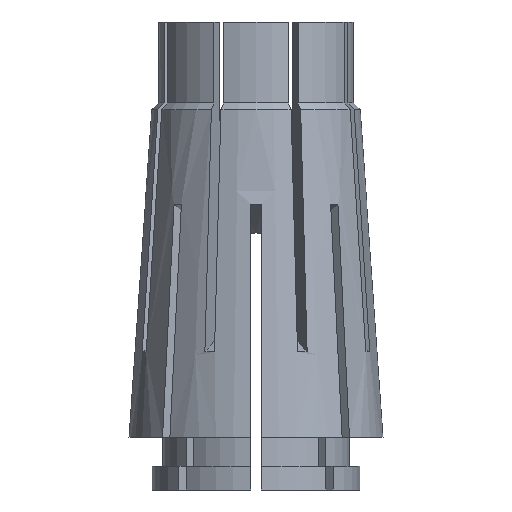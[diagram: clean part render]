
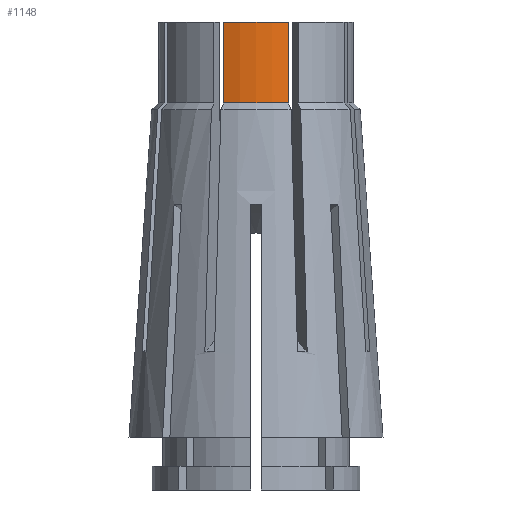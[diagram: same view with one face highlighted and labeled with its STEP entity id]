
A CAD part, front view. The second image highlights one B-rep face of the part: STEP entity #1148.
In plain terms, the highlighted cylindrical face has radius 9.4 mm (diameter 18.8 mm), a partial arc.
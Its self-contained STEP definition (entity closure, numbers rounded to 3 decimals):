
#318 = ORIENTED_EDGE ( 'NONE', *, *, #4027, .T. ) ;
#332 = ORIENTED_EDGE ( 'NONE', *, *, #1382, .F. ) ;
#346 = VERTEX_POINT ( 'NONE', #2153 ) ;
#399 = CARTESIAN_POINT ( 'NONE',  ( 3.13, -8.864, 0. ) ) ;
#411 = DIRECTION ( 'NONE',  ( 1., 0., 0. ) ) ;
#436 = DIRECTION ( 'NONE',  ( 0., 0., 1. ) ) ;
#438 = FACE_OUTER_BOUND ( 'NONE', #1801, .T. ) ;
#492 = VECTOR ( 'NONE', #1431, 1000. ) ;
#723 = CIRCLE ( 'NONE', #1605, 9.4 ) ;
#957 = EDGE_CURVE ( 'NONE', #346, #4625, #1993, .T. ) ;
#989 = VERTEX_POINT ( 'NONE', #2848 ) ;
#1148 = ADVANCED_FACE ( 'NONE', ( #438 ), #4042, .T. ) ;
#1318 = CARTESIAN_POINT ( 'NONE',  ( 3.13, -8.864, 0. ) ) ;
#1382 = EDGE_CURVE ( 'NONE', #1704, #4625, #1469, .T. ) ;
#1431 = DIRECTION ( 'NONE',  ( 0., 0., -1. ) ) ;
#1469 = LINE ( 'NONE', #1318, #492 ) ;
#1605 = AXIS2_PLACEMENT_3D ( 'NONE', #1832, #2550, #2539 ) ;
#1704 = VERTEX_POINT ( 'NONE', #399 ) ;
#1801 = EDGE_LOOP ( 'NONE', ( #332, #1946, #318, #2914 ) ) ;
#1832 = CARTESIAN_POINT ( 'NONE',  ( 0., 0., 0. ) ) ;
#1946 = ORIENTED_EDGE ( 'NONE', *, *, #1962, .F. ) ;
#1962 = EDGE_CURVE ( 'NONE', #989, #1704, #723, .T. ) ;
#1974 = AXIS2_PLACEMENT_3D ( 'NONE', #4072, #436, #411 ) ;
#1993 = CIRCLE ( 'NONE', #3832, 9.4 ) ;
#2153 = CARTESIAN_POINT ( 'NONE',  ( -3.13, -8.864, -7.8 ) ) ;
#2428 = DIRECTION ( 'NONE',  ( 1., 0., 0. ) ) ;
#2465 = DIRECTION ( 'NONE',  ( 0., 0., 1. ) ) ;
#2482 = CARTESIAN_POINT ( 'NONE',  ( 0., 0., -7.8 ) ) ;
#2489 = LINE ( 'NONE', #3760, #4365 ) ;
#2539 = DIRECTION ( 'NONE',  ( 1., 0., 0. ) ) ;
#2550 = DIRECTION ( 'NONE',  ( 0., 0., 1. ) ) ;
#2848 = CARTESIAN_POINT ( 'NONE',  ( -3.13, -8.864, 0. ) ) ;
#2914 = ORIENTED_EDGE ( 'NONE', *, *, #957, .T. ) ;
#3334 = CARTESIAN_POINT ( 'NONE',  ( 3.13, -8.864, -7.8 ) ) ;
#3760 = CARTESIAN_POINT ( 'NONE',  ( -3.13, -8.864, 0. ) ) ;
#3832 = AXIS2_PLACEMENT_3D ( 'NONE', #2482, #2465, #2428 ) ;
#4027 = EDGE_CURVE ( 'NONE', #989, #346, #2489, .T. ) ;
#4042 = CYLINDRICAL_SURFACE ( 'NONE', #1974, 9.4 ) ;
#4072 = CARTESIAN_POINT ( 'NONE',  ( 0., 0., 0. ) ) ;
#4365 = VECTOR ( 'NONE', #4677, 1000. ) ;
#4625 = VERTEX_POINT ( 'NONE', #3334 ) ;
#4677 = DIRECTION ( 'NONE',  ( 0., 0., -1. ) ) ;
